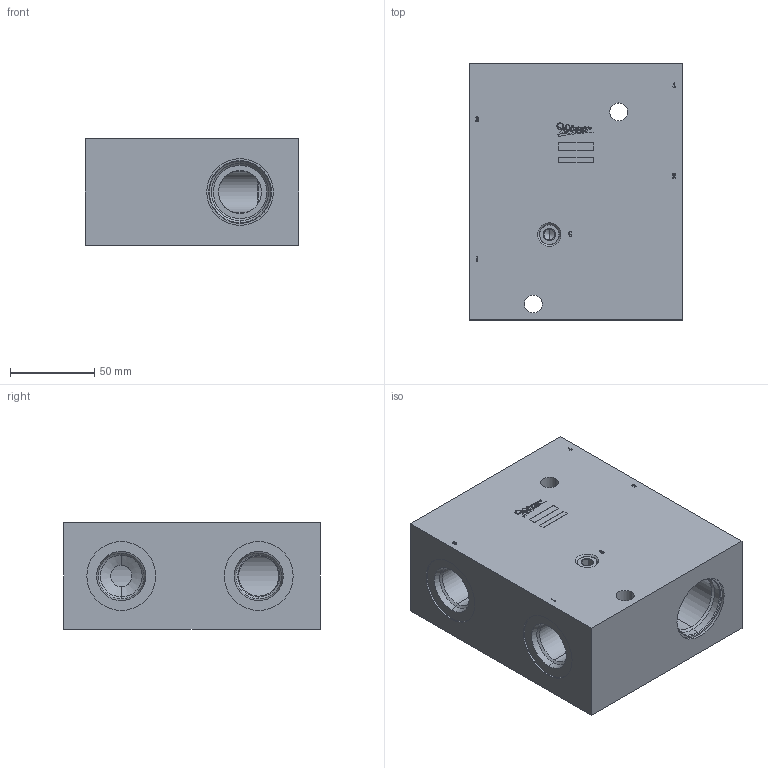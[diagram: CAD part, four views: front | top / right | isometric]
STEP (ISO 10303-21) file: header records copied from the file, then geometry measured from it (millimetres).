
FILE_DESCRIPTION (( 'STEP AP203' ), '1' );
FILE_NAME ('ML-240-PPC-23A4-16A2-S12AG-Z02.STEP', '2026-02-26T05:13:07', ( '' ), ( '' ), 'SwSTEP 2.0', 'SolidWorks 2018', '' );
FILE_SCHEMA (( 'CONFIG_CONTROL_DESIGN' ));
Length unit declared in the file: millimetre
Products named in the file (3): 6EF240PPCS12A001_WINNER; ML-240-PPC-23A4-16A2-S12AG-Z02; 5DBA02A001
Assembly tree (2 placements, depth 2):
  ML-240-PPC-23A4-16A2-S12AG-Z02
    5DBA02A001
    6EF240PPCS12A001_WINNER
Bounding box: 127 x 152.4 x 63.5 mm (x, y, z)
Volume: 964043.4 mm3; surface area: 108672.2 mm2
Topology: 2 solids, 2 shells, 514 faces, 1371 edges, 878 vertices
Faces by surface type: cylinder 202, plane 130, bspline 91, cone 83, torus 8
Entity records: 23094 total; most frequent: CARTESIAN_POINT 10333, ORIENTED_EDGE 2738, DIRECTION 2434, EDGE_CURVE 1369, AXIS2_PLACEMENT_3D 887, VERTEX_POINT 878, VECTOR 660, LINE 660
